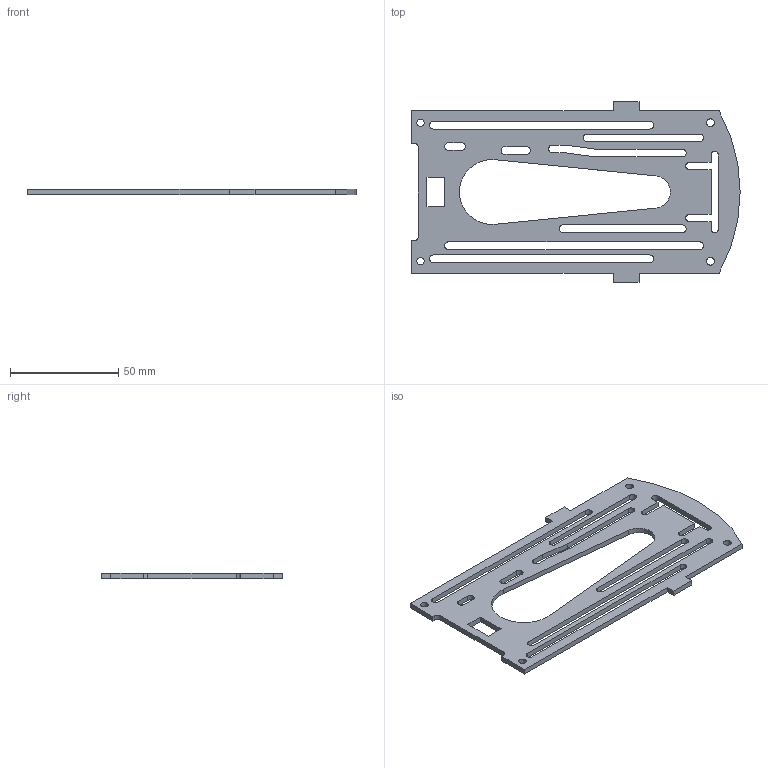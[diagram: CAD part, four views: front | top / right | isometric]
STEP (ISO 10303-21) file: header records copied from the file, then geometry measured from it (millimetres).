
FILE_DESCRIPTION(('FreeCAD Model'),'2;1');
FILE_NAME('Open CASCADE Shape Model','2021-06-07T10:36:28',('Author'),( ''),'Open CASCADE STEP processor 7.5','FreeCAD','Unknown');
FILE_SCHEMA(('AUTOMOTIVE_DESIGN { 1 0 10303 214 1 1 1 1 }'));
Length unit declared in the file: millimetre
Products named in the file (1): plataforma-superior-copy
Bounding box: 151.75 x 83.4 x 2.5 mm (x, y, z)
Volume: 16858.3 mm3; surface area: 18434.2 mm2
Topology: 1 solids, 1 shells, 80 faces, 234 edges, 156 vertices
Faces by surface type: plane 51, cylinder 29
Full cylindrical faces by diameter (mm): 3.4 x2, 3.6 x2
Entity records: 5954 total; most frequent: CARTESIAN_POINT 1287, DIRECTION 864, LINE 586, VECTOR 586, ORIENTED_EDGE 468, PCURVE 468, DEFINITIONAL_REPRESENTATION 468, EDGE_CURVE 234
